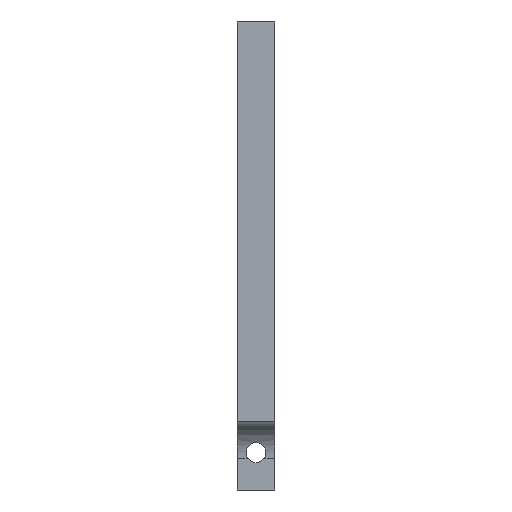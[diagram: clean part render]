
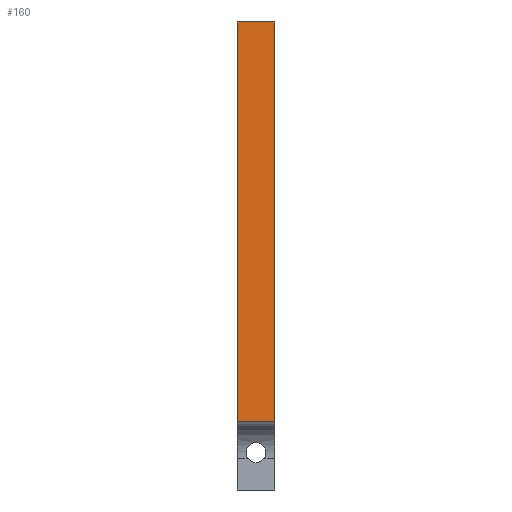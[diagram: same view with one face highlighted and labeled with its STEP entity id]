
A CAD part, front view. The second image highlights one B-rep face of the part: STEP entity #160.
In plain terms, the highlighted planar face has unit normal (0, -1, 0).
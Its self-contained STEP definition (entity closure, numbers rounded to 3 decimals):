
#12 = CARTESIAN_POINT ( 'NONE',  ( 1.5, -23.75, 15.5 ) ) ;
#16 = DIRECTION ( 'NONE',  ( -1., 0., 0. ) ) ;
#28 = AXIS2_PLACEMENT_3D ( 'NONE', #12, #430, #416 ) ;
#160 = ADVANCED_FACE ( 'NONE', ( #924 ), #997, .F. ) ;
#165 = LINE ( 'NONE', #375, #962 ) ;
#247 = ORIENTED_EDGE ( 'NONE', *, *, #373, .F. ) ;
#280 = CARTESIAN_POINT ( 'NONE',  ( 1.5, -23.75, 16.5 ) ) ;
#348 = VECTOR ( 'NONE', #1150, 1000. ) ;
#366 = EDGE_LOOP ( 'NONE', ( #990, #1127, #247, #812 ) ) ;
#373 = EDGE_CURVE ( 'NONE', #662, #1117, #165, .T. ) ;
#375 = CARTESIAN_POINT ( 'NONE',  ( 1.5, -23.75, 15.5 ) ) ;
#416 = DIRECTION ( 'NONE',  ( 0., 0., 1. ) ) ;
#430 = DIRECTION ( 'NONE',  ( 0., 1., 0. ) ) ;
#464 = EDGE_CURVE ( 'NONE', #1117, #878, #810, .T. ) ;
#547 = CARTESIAN_POINT ( 'NONE',  ( 1.5, -23.75, 16.5 ) ) ;
#652 = LINE ( 'NONE', #547, #897 ) ;
#662 = VERTEX_POINT ( 'NONE', #280 ) ;
#695 = DIRECTION ( 'NONE',  ( 0., 0., -1. ) ) ;
#778 = VECTOR ( 'NONE', #16, 1000. ) ;
#783 = LINE ( 'NONE', #1185, #348 ) ;
#810 = LINE ( 'NONE', #1019, #778 ) ;
#812 = ORIENTED_EDGE ( 'NONE', *, *, #968, .T. ) ;
#849 = DIRECTION ( 'NONE',  ( -1., 0., 0. ) ) ;
#878 = VERTEX_POINT ( 'NONE', #926 ) ;
#897 = VECTOR ( 'NONE', #849, 1000. ) ;
#924 = FACE_OUTER_BOUND ( 'NONE', #366, .T. ) ;
#926 = CARTESIAN_POINT ( 'NONE',  ( -1.5, -23.75, -15.5 ) ) ;
#962 = VECTOR ( 'NONE', #695, 1000. ) ;
#968 = EDGE_CURVE ( 'NONE', #662, #1148, #652, .T. ) ;
#990 = ORIENTED_EDGE ( 'NONE', *, *, #1175, .T. ) ;
#997 = PLANE ( 'NONE',  #28 ) ;
#1019 = CARTESIAN_POINT ( 'NONE',  ( 1.5, -23.75, -15.5 ) ) ;
#1117 = VERTEX_POINT ( 'NONE', #1296 ) ;
#1127 = ORIENTED_EDGE ( 'NONE', *, *, #464, .F. ) ;
#1148 = VERTEX_POINT ( 'NONE', #1187 ) ;
#1150 = DIRECTION ( 'NONE',  ( 0., 0., -1. ) ) ;
#1175 = EDGE_CURVE ( 'NONE', #1148, #878, #783, .T. ) ;
#1185 = CARTESIAN_POINT ( 'NONE',  ( -1.5, -23.75, 15.5 ) ) ;
#1187 = CARTESIAN_POINT ( 'NONE',  ( -1.5, -23.75, 16.5 ) ) ;
#1296 = CARTESIAN_POINT ( 'NONE',  ( 1.5, -23.75, -15.5 ) ) ;
